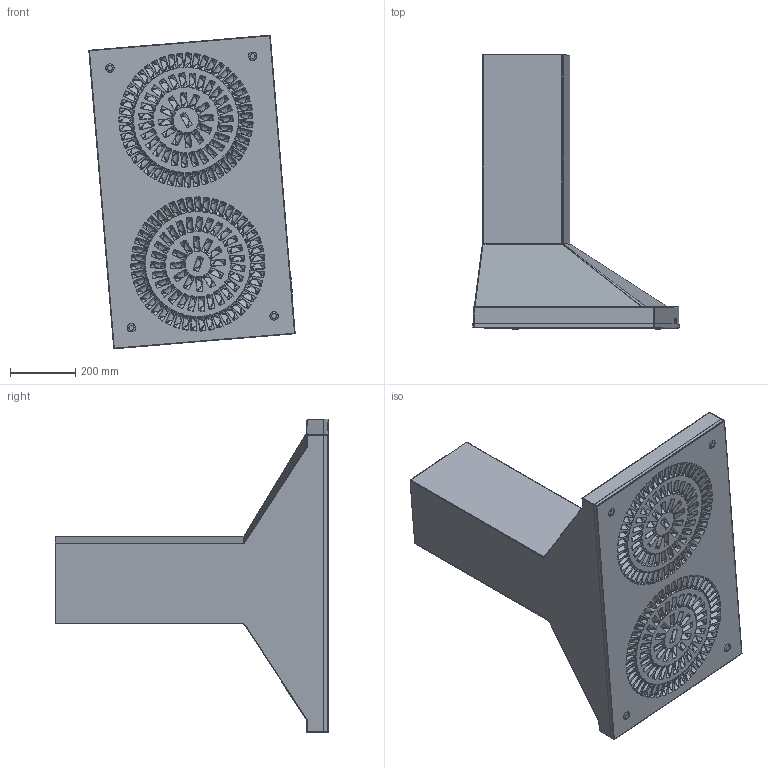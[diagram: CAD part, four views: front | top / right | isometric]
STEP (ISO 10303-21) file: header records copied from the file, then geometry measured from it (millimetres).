
FILE_DESCRIPTION(('FreeCAD Model'),'2;1');
FILE_NAME('Open CASCADE Shape Model','2025-04-29T07:49:29',('FreeCAD'),( 'FreeCAD'),'Open CASCADE STEP processor 7.6','FreeCAD','Unknown');
FILE_SCHEMA(('AUTOMOTIVE_DESIGN { 1 0 10303 214 1 1 1 1 }'));
Products named in the file (1): Open CASCADE STEP translator 7.6 1
Bounding box: 631.63 x 839 x 960.47 mm (x, y, z)
Volume: 2099366.7 mm3; surface area: 4032711.8 mm2
Topology: 2 solids, 2 shells, 2578 faces, 7282 edges, 4016 vertices
Faces by surface type: bspline 2578
Entity records: 109389 total; most frequent: CARTESIAN_POINT 72379, ORIENTED_EDGE 13164, EDGE_CURVE 6582, VERTEX_POINT 4016, B_SPLINE_CURVE_WITH_KNOTS 4016, FACE_BOUND 2936, EDGE_LOOP 2936, ADVANCED_FACE 2578
